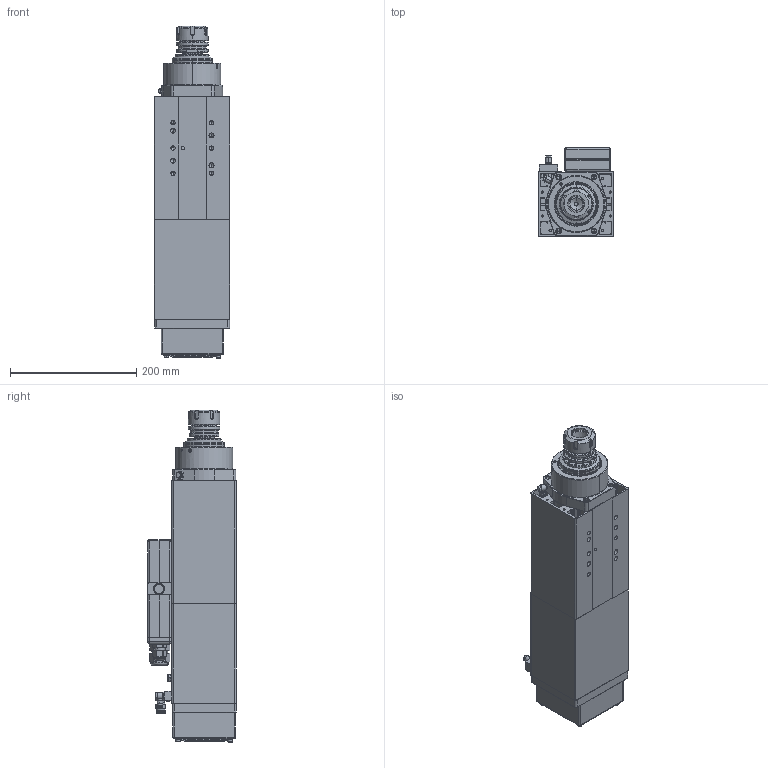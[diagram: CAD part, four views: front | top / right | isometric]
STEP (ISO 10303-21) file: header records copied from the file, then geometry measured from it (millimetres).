
FILE_DESCRIPTION (( 'STEP AP203' ), '1' );
FILE_NAME ('GDL51-24Z-4.5三维.STEP', '2024-09-09T10:28:14', ( '00' ), ( '' ), 'SwSTEP 2.0', 'SolidWorks 2018', '' );
FILE_SCHEMA (( 'CONFIG_CONTROL_DESIGN' ));
Length unit declared in the file: millimetre
Products named in the file (35): POC4M5-S.stp; HQD919-30-24Z-8.0-21堤盄碟砎蝶菜; 瑞欶; HSD919-30-24Z-8.0-03前盖; GDL51气嘴座^000-GDL51-30-24Z-4.5风冷换刀主轴; 4.5kW风冷换刀转子虚拟部件; GDL51-30-24Z-4.5-05-1粣; GDF87-18Z-12-09堤盄碟ｊ-菁碟; GBT70.1_M4¡Á10; HSD919-30-24Z-8.0-19堤盄碟ｊ-坶踡裔; BSLM01; 萇擢嘐隅芛M25℅1.5; 瑞欶釱; 偌聽羲壽; 薦厙; HSD919GD-30-24Z-8.0-01躇猾裔; ISO30-ER32-45L絮梟嶺隊郪璃; GDL51-30-24Z-4.5-20綴滅誘欶; PH801; 萇擢嘐隅芛M16℅1.5; GDL51-30-24Z-4.5-08儂褲; GB／T 70．1-2000内六角圆柱头螺钉M4×16(8．8级); GBT77_M4｡ﾁ4; ァ郲釱; HSD919-30-24Z-8.0-18堤盄碟ｊ-碟裔; PH4M5; GBT70.1_M5¡Á12; GBT70.1_M5¡Á25; GBT70.1_M4¡Á50; ISO30-45絮梟; GDL51-24Z-4.5三维; GDL51-30-24Z-4.5-05蛌赽粣; GDL50-30-24Z-4.5-04 傷裔; ER32蹟簽; 瑞圮9238_TX5020H24
Assembly tree (50 placements, depth 4):
  GDL51-24Z-4.5三维
    GDL51-30-24Z-4.5-08儂褲
    GDL50-30-24Z-4.5-04 傷裔
    4.5kW风冷换刀转子虚拟部件
      GDL51-30-24Z-4.5-05蛌赽粣
        GDL51-30-24Z-4.5-05-1粣
      ISO30-ER32-45L絮梟嶺隊郪璃
        ISO30-45絮梟
        ER32蹟簽
    HSD919GD-30-24Z-8.0-01躇猾裔
    HSD919-30-24Z-8.0-03前盖
    HQD919-30-24Z-8.0-21堤盄碟砎蝶菜
    GDF87-18Z-12-09堤盄碟ｊ-菁碟
    HSD919-30-24Z-8.0-18堤盄碟ｊ-碟裔
    HSD919-30-24Z-8.0-19堤盄碟ｊ-坶踡裔
    萇擢嘐隅芛M16℅1.5
    萇擢嘐隅芛M25℅1.5
    偌聽羲壽
    GBT70.1_M4¡Á10  x3
    GDL51-30-24Z-4.5-20綴滅誘欶
    瑞欶釱
    瑞欶
    薦厙
    GBT70.1_M5¡Á25  x4
    GBT77_M4｡ﾁ4  x4
    ァ郲釱
    PH801
    GBT70.1_M4¡Á50  x4
    BSLM01
    GBT70.1_M5¡Á12  x4
    瑞圮9238_TX5020H24
    PH4M5  x2
    GDL51气嘴座^000-GDL51-30-24Z-4.5风冷换刀主轴
    POC4M5-S.stp
    GB／T 70．1-2000内六角圆柱头螺钉M4×16(8．8级)  x2
Bounding box: 119.8 x 140.6 x 526.5 mm (x, y, z)
Volume: 2089755.2 mm3; surface area: 839022.1 mm2
Topology: 59 solids, 59 shells, 3090 faces, 7924 edges, 4959 vertices
Faces by surface type: cylinder 1192, plane 1165, cone 448, torus 201, bspline 62, sphere 22
Entity records: 106813 total; most frequent: CARTESIAN_POINT 35023, DIRECTION 14696, ORIENTED_EDGE 13794, EDGE_CURVE 6897, AXIS2_PLACEMENT_3D 5551, VERTEX_POINT 4412, LINE 3594, VECTOR 3594
